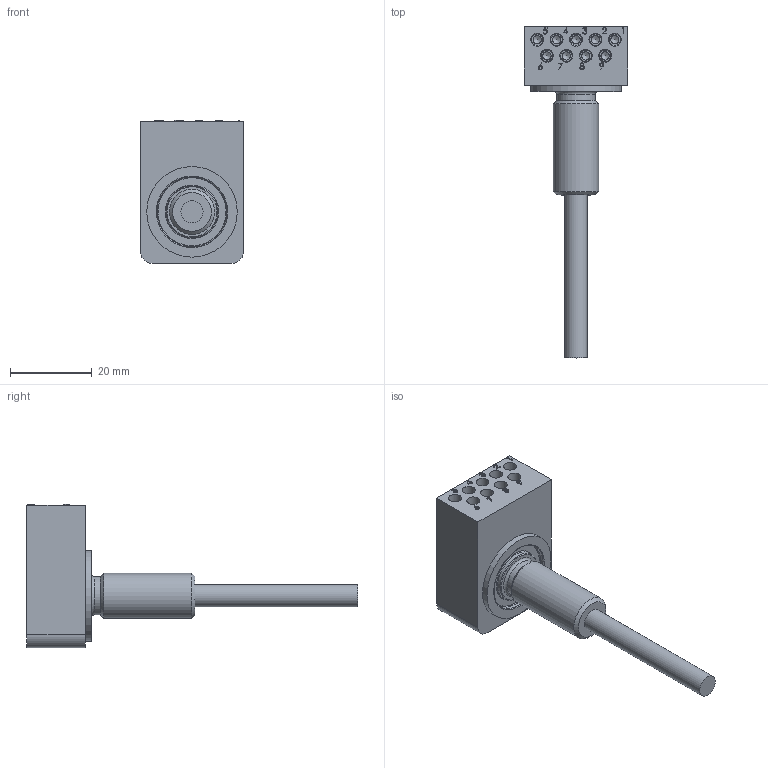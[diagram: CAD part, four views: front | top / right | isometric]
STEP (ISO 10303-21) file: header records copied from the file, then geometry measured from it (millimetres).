
FILE_DESCRIPTION(/* description */ (''),/* implementation_level */ '2;1');
FILE_NAME(/* name */ 'DLPBH9F.stp',/* time_stamp */ '2022-03-21T09:19:50+01:00',/* author */ ('sh'),/* organization */ (''),/* preprocessor_version */ 'ST-DEVELOPER v17.2',/* originating_system */ 'Autodesk Inventor 2019',/* authorisation */ '');
FILE_SCHEMA (('AUTOMOTIVE_DESIGN { 1 0 10303 214 3 1 1 }'));
Length unit declared in the file: millimetre
Products named in the file (1): 01505449
Bounding box: 25.4 x 81.45 x 35.13 mm (x, y, z)
Volume: 15313.3 mm3; surface area: 6871.2 mm2
Topology: 1 solids, 2 shells, 593 faces, 1647 edges, 1106 vertices
Faces by surface type: plane 285, bspline 111, torus 77, cylinder 72, cone 48
Full cylindrical faces by diameter (mm): 2.037 x9, 2.057 x9, 2.743 x9, 3.175 x36, 5.461 x1, 7.264 x1, 9.398 x1, 11.12 x1, 12.7 x1, 17.12 x1, 22.225 x1
Entity records: 26776 total; most frequent: CARTESIAN_POINT 11333, ORIENTED_EDGE 3276, DIRECTION 2832, EDGE_CURVE 1638, VERTEX_POINT 1106, AXIS2_PLACEMENT_3D 1041, LINE 750, VECTOR 750
